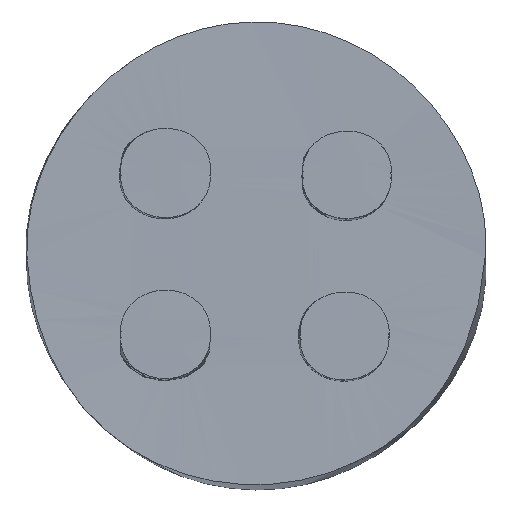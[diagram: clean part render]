
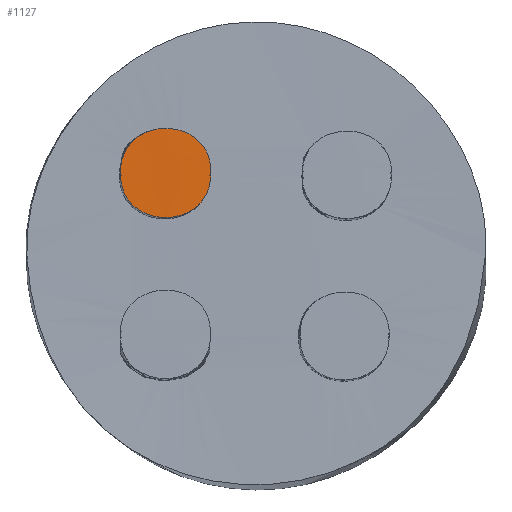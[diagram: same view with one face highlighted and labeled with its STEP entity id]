
A CAD part, top view. The second image highlights one B-rep face of the part: STEP entity #1127.
In plain terms, the highlighted free-form (B-spline) face has degree [3, 3] with [4, 4] control points.
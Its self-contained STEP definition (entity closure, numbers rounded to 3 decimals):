
#717 = B_SPLINE_SURFACE_WITH_KNOTS('',3,3,(
    (#718,#719,#720,#721)
    ,(#722,#723,#724,#725)
    ,(#726,#727,#728,#729)
    ,(#730,#731,#732,#733
    )),.UNSPECIFIED.,.F.,.F.,.F.,(4,4),(4,4),(0.,1.),(0.,1.),
  .PIECEWISE_BEZIER_KNOTS.);
#718 = CARTESIAN_POINT('',(-0.505,0.325,
    -0.65));
#719 = CARTESIAN_POINT('',(-0.506,0.322,
    -0.087));
#720 = CARTESIAN_POINT('',(-0.504,0.323,0.47)
  );
#721 = CARTESIAN_POINT('',(-0.505,0.33,1.036
    ));
#722 = CARTESIAN_POINT('',(-0.494,0.106,
    -0.65));
#723 = CARTESIAN_POINT('',(-0.496,0.099,
    -0.093));
#724 = CARTESIAN_POINT('',(-0.488,0.105,0.478
    ));
#725 = CARTESIAN_POINT('',(-0.488,0.102,1.035
    ));
#726 = CARTESIAN_POINT('',(-0.141,0.094,
    -0.651));
#727 = CARTESIAN_POINT('',(-0.134,0.103,
    -0.079));
#728 = CARTESIAN_POINT('',(-0.15,0.103,0.47)
  );
#729 = CARTESIAN_POINT('',(-0.142,0.1,
    1.04));
#730 = CARTESIAN_POINT('',(-0.129,0.327,
    -0.647));
#731 = CARTESIAN_POINT('',(-0.132,0.316,
    -0.091));
#732 = CARTESIAN_POINT('',(-0.132,0.324,0.482)
  );
#733 = CARTESIAN_POINT('',(-0.132,0.328,1.035
    ));
#760 = B_SPLINE_SURFACE_WITH_KNOTS('',3,3,(
    (#761,#762,#763,#764)
    ,(#765,#766,#767,#768)
    ,(#769,#770,#771,#772)
    ,(#773,#774,#775,#776
    )),.UNSPECIFIED.,.F.,.F.,.F.,(4,4),(4,4),(0.,1.),(0.,1.),
  .PIECEWISE_BEZIER_KNOTS.);
#761 = CARTESIAN_POINT('',(-0.157,0.276,-0.654
    ));
#762 = CARTESIAN_POINT('',(-0.158,0.283,
    -0.086));
#763 = CARTESIAN_POINT('',(-0.144,0.28,0.479
    ));
#764 = CARTESIAN_POINT('',(-0.154,0.274,1.04
    ));
#765 = CARTESIAN_POINT('',(-0.155,0.494,-0.65
    ));
#766 = CARTESIAN_POINT('',(-0.152,0.485,
    -0.091));
#767 = CARTESIAN_POINT('',(-0.159,0.487,0.482
    ));
#768 = CARTESIAN_POINT('',(-0.152,0.491,1.038
    ));
#769 = CARTESIAN_POINT('',(-0.48,0.501,
    -0.65));
#770 = CARTESIAN_POINT('',(-0.483,0.494,
    -0.084));
#771 = CARTESIAN_POINT('',(-0.478,0.498,0.462
    ));
#772 = CARTESIAN_POINT('',(-0.479,0.504,1.043
    ));
#773 = CARTESIAN_POINT('',(-0.483,0.281,-0.655
    ));
#774 = CARTESIAN_POINT('',(-0.484,0.291,
    -0.093));
#775 = CARTESIAN_POINT('',(-0.471,0.287,0.478
    ));
#776 = CARTESIAN_POINT('',(-0.477,0.278,1.033
    ));
#1035 = EDGE_CURVE('',#1036,#1038,#1040,.T.);
#1036 = VERTEX_POINT('',#1037);
#1037 = CARTESIAN_POINT('',(-0.158,0.284,0.997
    ));
#1038 = VERTEX_POINT('',#1039);
#1039 = CARTESIAN_POINT('',(-0.473,0.285,
    0.998));
#1040 = SURFACE_CURVE('',#1041,(#1046,#1055),.PCURVE_S1.);
#1041 = B_SPLINE_CURVE_WITH_KNOTS('',3,(#1042,#1043,#1044,#1045),
  .UNSPECIFIED.,.F.,.F.,(4,4),(0.,1.),.PIECEWISE_BEZIER_KNOTS.);
#1042 = CARTESIAN_POINT('',(-0.158,0.284,0.997
    ));
#1043 = CARTESIAN_POINT('',(-0.156,0.079,
    0.998));
#1044 = CARTESIAN_POINT('',(-0.477,0.08,
    0.998));
#1045 = CARTESIAN_POINT('',(-0.473,0.285,
    0.998));
#1046 = PCURVE('',#717,#1047);
#1047 = DEFINITIONAL_REPRESENTATION('',(#1048),#1054);
#1048 = B_SPLINE_CURVE_WITH_KNOTS('',4,(#1049,#1050,#1051,#1052,#1053),
  .UNSPECIFIED.,.F.,.F.,(5,5),(0.,1.),.PIECEWISE_BEZIER_KNOTS.);
#1049 = CARTESIAN_POINT('',(0.922,0.977));
#1050 = CARTESIAN_POINT('',(0.667,0.977));
#1051 = CARTESIAN_POINT('',(0.496,0.977));
#1052 = CARTESIAN_POINT('',(0.338,0.977));
#1053 = CARTESIAN_POINT('',(0.084,0.978));
#1054 = ( GEOMETRIC_REPRESENTATION_CONTEXT(2) 
PARAMETRIC_REPRESENTATION_CONTEXT() REPRESENTATION_CONTEXT('2D SPACE',''
  ) );
#1055 = PCURVE('',#1056,#1073);
#1056 = B_SPLINE_SURFACE_WITH_KNOTS('',3,3,(
    (#1057,#1058,#1059,#1060)
    ,(#1061,#1062,#1063,#1064)
    ,(#1065,#1066,#1067,#1068)
    ,(#1069,#1070,#1071,#1072
    )),.UNSPECIFIED.,.F.,.F.,.F.,(4,4),(4,4),(0.,1.),(0.,1.),
  .PIECEWISE_BEZIER_KNOTS.);
#1057 = CARTESIAN_POINT('',(-0.477,0.119,0.998
    ));
#1058 = CARTESIAN_POINT('',(-0.478,0.228,
    0.999));
#1059 = CARTESIAN_POINT('',(-0.478,0.335,
    0.998));
#1060 = CARTESIAN_POINT('',(-0.477,0.443,
    0.999));
#1061 = CARTESIAN_POINT('',(-0.371,0.12,
    0.996));
#1062 = CARTESIAN_POINT('',(-0.37,0.227,
    0.999));
#1063 = CARTESIAN_POINT('',(-0.369,0.337,0.996
    ));
#1064 = CARTESIAN_POINT('',(-0.37,0.444,
    0.998));
#1065 = CARTESIAN_POINT('',(-0.262,0.12,0.998
    ));
#1066 = CARTESIAN_POINT('',(-0.263,0.227,0.998
    ));
#1067 = CARTESIAN_POINT('',(-0.262,0.335,0.999)
  );
#1068 = CARTESIAN_POINT('',(-0.261,0.444,
    0.997));
#1069 = CARTESIAN_POINT('',(-0.154,0.118,
    0.997));
#1070 = CARTESIAN_POINT('',(-0.154,0.227,
    0.999));
#1071 = CARTESIAN_POINT('',(-0.154,0.335,
    0.998));
#1072 = CARTESIAN_POINT('',(-0.154,0.443,
    0.998));
#1073 = DEFINITIONAL_REPRESENTATION('',(#1074),#1079);
#1074 = B_SPLINE_CURVE_WITH_KNOTS('',3,(#1075,#1076,#1077,#1078),
  .UNSPECIFIED.,.F.,.F.,(4,4),(0.,1.),.PIECEWISE_BEZIER_KNOTS.);
#1075 = CARTESIAN_POINT('',(0.989,0.51));
#1076 = CARTESIAN_POINT('',(0.994,-0.12));
#1077 = CARTESIAN_POINT('',(0.001,-0.124));
#1078 = CARTESIAN_POINT('',(0.015,0.511));
#1079 = ( GEOMETRIC_REPRESENTATION_CONTEXT(2) 
PARAMETRIC_REPRESENTATION_CONTEXT() REPRESENTATION_CONTEXT('2D SPACE',''
  ) );
#1127 = ADVANCED_FACE('',(#1128),#1056,.T.);
#1128 = FACE_BOUND('',#1129,.F.);
#1129 = EDGE_LOOP('',(#1130,#1156));
#1130 = ORIENTED_EDGE('',*,*,#1131,.T.);
#1131 = EDGE_CURVE('',#1038,#1036,#1132,.T.);
#1132 = SURFACE_CURVE('',#1133,(#1138,#1146),.PCURVE_S1.);
#1133 = B_SPLINE_CURVE_WITH_KNOTS('',3,(#1134,#1135,#1136,#1137),
  .UNSPECIFIED.,.F.,.F.,(4,4),(0.,1.),.PIECEWISE_BEZIER_KNOTS.);
#1134 = CARTESIAN_POINT('',(-0.473,0.285,
    0.998));
#1135 = CARTESIAN_POINT('',(-0.478,0.495,
    0.998));
#1136 = CARTESIAN_POINT('',(-0.149,0.494,0.999)
  );
#1137 = CARTESIAN_POINT('',(-0.158,0.284,0.997
    ));
#1138 = PCURVE('',#1056,#1139);
#1139 = DEFINITIONAL_REPRESENTATION('',(#1140),#1145);
#1140 = B_SPLINE_CURVE_WITH_KNOTS('',3,(#1141,#1142,#1143,#1144),
  .UNSPECIFIED.,.F.,.F.,(4,4),(0.,1.),.PIECEWISE_BEZIER_KNOTS.);
#1141 = CARTESIAN_POINT('',(0.015,0.511));
#1142 = CARTESIAN_POINT('',(-0.001,1.16));
#1143 = CARTESIAN_POINT('',(1.016,1.156));
#1144 = CARTESIAN_POINT('',(0.989,0.51));
#1145 = ( GEOMETRIC_REPRESENTATION_CONTEXT(2) 
PARAMETRIC_REPRESENTATION_CONTEXT() REPRESENTATION_CONTEXT('2D SPACE',''
  ) );
#1146 = PCURVE('',#760,#1147);
#1147 = DEFINITIONAL_REPRESENTATION('',(#1148),#1155);
#1148 = B_SPLINE_CURVE_WITH_KNOTS('',5,(#1149,#1150,#1151,#1152,#1153,
    #1154),.UNSPECIFIED.,.F.,.F.,(6,6),(0.,1.),
  .PIECEWISE_BEZIER_KNOTS.);
#1149 = CARTESIAN_POINT('',(0.989,0.979));
#1150 = CARTESIAN_POINT('',(0.799,0.978));
#1151 = CARTESIAN_POINT('',(0.597,0.977));
#1152 = CARTESIAN_POINT('',(0.385,0.976));
#1153 = CARTESIAN_POINT('',(0.215,0.975));
#1154 = CARTESIAN_POINT('',(0.015,0.975));
#1155 = ( GEOMETRIC_REPRESENTATION_CONTEXT(2) 
PARAMETRIC_REPRESENTATION_CONTEXT() REPRESENTATION_CONTEXT('2D SPACE',''
  ) );
#1156 = ORIENTED_EDGE('',*,*,#1035,.T.);
